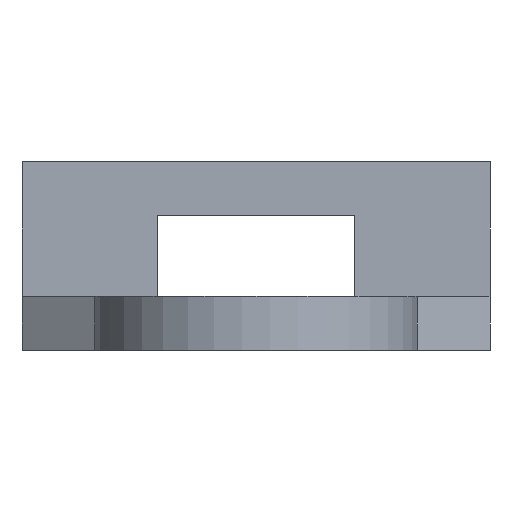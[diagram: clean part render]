
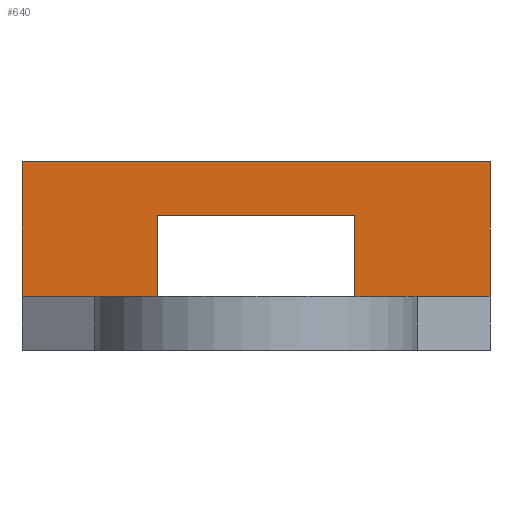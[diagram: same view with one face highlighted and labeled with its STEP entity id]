
A CAD part, front view. The second image highlights one B-rep face of the part: STEP entity #640.
In plain terms, the highlighted planar face has unit normal (0, -1, 0).
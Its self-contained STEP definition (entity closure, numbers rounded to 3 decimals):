
#40=FACE_OUTER_BOUND('',#72,.T.);
#72=EDGE_LOOP('',(#438,#439,#440,#441,#442,#443,#444,#445));
#109=LINE('',#898,#191);
#111=LINE('',#904,#193);
#120=LINE('',#924,#202);
#121=LINE('',#926,#203);
#122=LINE('',#928,#204);
#123=LINE('',#929,#205);
#124=LINE('',#930,#206);
#125=LINE('',#931,#207);
#191=VECTOR('',#723,10.);
#193=VECTOR('',#727,10.);
#202=VECTOR('',#740,10.);
#203=VECTOR('',#741,10.);
#204=VECTOR('',#742,10.);
#205=VECTOR('',#743,10.);
#206=VECTOR('',#744,10.);
#207=VECTOR('',#745,10.);
#269=VERTEX_POINT('',#889);
#273=VERTEX_POINT('',#896);
#275=VERTEX_POINT('',#901);
#276=VERTEX_POINT('',#903);
#284=VERTEX_POINT('',#922);
#285=VERTEX_POINT('',#923);
#286=VERTEX_POINT('',#925);
#287=VERTEX_POINT('',#927);
#333=EDGE_CURVE('',#273,#269,#109,.T.);
#335=EDGE_CURVE('',#276,#275,#111,.T.);
#344=EDGE_CURVE('',#284,#285,#120,.T.);
#345=EDGE_CURVE('',#285,#286,#121,.T.);
#346=EDGE_CURVE('',#287,#286,#122,.T.);
#347=EDGE_CURVE('',#287,#276,#123,.T.);
#348=EDGE_CURVE('',#275,#269,#124,.T.);
#349=EDGE_CURVE('',#273,#284,#125,.T.);
#438=ORIENTED_EDGE('',*,*,#344,.T.);
#439=ORIENTED_EDGE('',*,*,#345,.T.);
#440=ORIENTED_EDGE('',*,*,#346,.F.);
#441=ORIENTED_EDGE('',*,*,#347,.T.);
#442=ORIENTED_EDGE('',*,*,#335,.T.);
#443=ORIENTED_EDGE('',*,*,#348,.T.);
#444=ORIENTED_EDGE('',*,*,#333,.F.);
#445=ORIENTED_EDGE('',*,*,#349,.T.);
#614=PLANE('',#674);
#640=ADVANCED_FACE('',(#40),#614,.T.);
#674=AXIS2_PLACEMENT_3D('',#921,#738,#739);
#723=DIRECTION('',(0.,0.,1.));
#727=DIRECTION('',(0.,0.,1.));
#738=DIRECTION('center_axis',(0.,-1.,0.));
#739=DIRECTION('ref_axis',(1.,0.,0.));
#740=DIRECTION('',(0.,0.,1.));
#741=DIRECTION('',(-1.,0.,0.));
#742=DIRECTION('',(0.,0.,1.));
#743=DIRECTION('',(1.,0.,0.));
#744=DIRECTION('',(1.,0.,0.));
#745=DIRECTION('',(1.,0.,0.));
#889=CARTESIAN_POINT('',(5.5,-51.,0.));
#896=CARTESIAN_POINT('',(5.5,-51.,-4.5));
#898=CARTESIAN_POINT('',(5.5,-51.,0.));
#901=CARTESIAN_POINT('',(-5.5,-51.,0.));
#903=CARTESIAN_POINT('',(-5.5,-51.,-4.5));
#904=CARTESIAN_POINT('',(-5.5,-51.,0.));
#921=CARTESIAN_POINT('Origin',(5.5,-51.,0.));
#922=CARTESIAN_POINT('',(13.,-51.,-4.5));
#923=CARTESIAN_POINT('',(13.,-51.,3.));
#924=CARTESIAN_POINT('',(13.,-51.,0.));
#925=CARTESIAN_POINT('',(-13.,-51.,3.));
#926=CARTESIAN_POINT('',(2.75,-51.,3.));
#927=CARTESIAN_POINT('',(-13.,-51.,-4.5));
#928=CARTESIAN_POINT('',(-13.,-51.,0.));
#929=CARTESIAN_POINT('',(-6.5,-51.,-4.5));
#930=CARTESIAN_POINT('',(-5.5,-51.,0.));
#931=CARTESIAN_POINT('',(2.75,-51.,-4.5));
